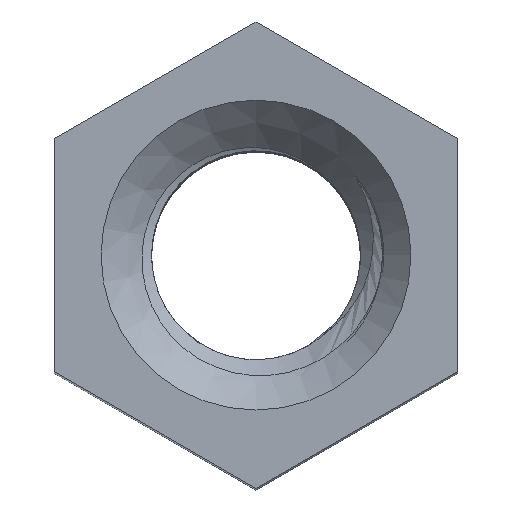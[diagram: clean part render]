
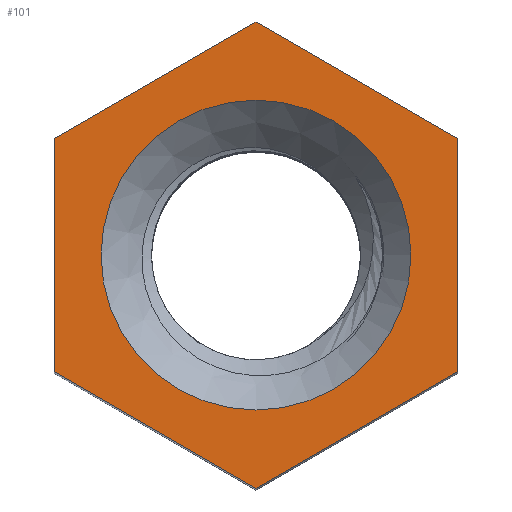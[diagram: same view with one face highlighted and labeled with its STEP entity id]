
A CAD part, top view. The second image highlights one B-rep face of the part: STEP entity #101.
In plain terms, the highlighted planar face has unit normal (0, 0, 1).
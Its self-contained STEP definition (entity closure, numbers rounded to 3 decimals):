
#101=ADVANCED_FACE('',(#13075,#13077),#13079,.T.);
#13075=FACE_BOUND('',#13076,.T.);
#13076=EDGE_LOOP('',(#14299,#14300,#14301,#14302,#14303,#14304));
#13077=FACE_BOUND('',#13078,.T.);
#13078=EDGE_LOOP('',(#14305));
#13079=PLANE('',#13080);
#13080=AXIS2_PLACEMENT_3D('',#13081,#13082,#13083);
#13081=CARTESIAN_POINT('',(0.,0.,20.));
#13082=DIRECTION('',(0.,0.,1.));
#13083=DIRECTION('',(-1.,0.,0.));
#14299=ORIENTED_EDGE('',*,*,#14447,.T.);
#14300=ORIENTED_EDGE('',*,*,#14448,.T.);
#14301=ORIENTED_EDGE('',*,*,#14449,.T.);
#14302=ORIENTED_EDGE('',*,*,#14450,.T.);
#14303=ORIENTED_EDGE('',*,*,#14451,.T.);
#14304=ORIENTED_EDGE('',*,*,#14452,.T.);
#14305=ORIENTED_EDGE('',*,*,#14406,.T.);
#14406=EDGE_CURVE('',#14490,#14490,#14491,.F.);
#14447=EDGE_CURVE('',#14568,#14569,#14570,.T.);
#14448=EDGE_CURVE('',#14569,#14571,#14572,.T.);
#14449=EDGE_CURVE('',#14571,#14573,#14574,.T.);
#14450=EDGE_CURVE('',#14573,#14575,#14576,.T.);
#14451=EDGE_CURVE('',#14575,#14577,#14578,.T.);
#14452=EDGE_CURVE('',#14577,#14568,#14579,.T.);
#14490=VERTEX_POINT('',#14763);
#14491=CIRCLE('',#14764,3.07);
#14568=VERTEX_POINT('',#18347);
#14569=VERTEX_POINT('',#18348);
#14570=LINE('',#18349,#18350);
#14571=VERTEX_POINT('',#18352);
#14572=LINE('',#18353,#18354);
#14573=VERTEX_POINT('',#18356);
#14574=LINE('',#18357,#18358);
#14575=VERTEX_POINT('',#18360);
#14576=LINE('',#18361,#18362);
#14577=VERTEX_POINT('',#18364);
#14578=LINE('',#18365,#18366);
#14579=LINE('',#18368,#18369);
#14763=CARTESIAN_POINT('',(0.,3.07,20.));
#14764=AXIS2_PLACEMENT_3D('',#14765,#14766,#14767);
#14765=CARTESIAN_POINT('',(0.,0.,20.));
#14766=DIRECTION('',(0.,0.,1.));
#14767=DIRECTION('',(0.,1.,-0.));
#18347=CARTESIAN_POINT('',(0.,-4.619,20.));
#18348=CARTESIAN_POINT('',(4.,-2.309,20.));
#18349=CARTESIAN_POINT('',(0.,-4.619,20.));
#18350=VECTOR('',#18351,1.);
#18351=DIRECTION('',(0.866,0.5,0.));
#18352=CARTESIAN_POINT('',(4.,2.309,20.));
#18353=CARTESIAN_POINT('',(4.,-2.309,20.));
#18354=VECTOR('',#18355,1.);
#18355=DIRECTION('',(0.,1.,0.));
#18356=CARTESIAN_POINT('',(0.,4.619,20.));
#18357=CARTESIAN_POINT('',(4.,2.309,20.));
#18358=VECTOR('',#18359,1.);
#18359=DIRECTION('',(-0.866,0.5,0.));
#18360=CARTESIAN_POINT('',(-4.,2.309,20.));
#18361=CARTESIAN_POINT('',(0.,4.619,20.));
#18362=VECTOR('',#18363,1.);
#18363=DIRECTION('',(-0.866,-0.5,0.));
#18364=CARTESIAN_POINT('',(-4.,-2.309,20.));
#18365=CARTESIAN_POINT('',(-4.,2.309,20.));
#18366=VECTOR('',#18367,1.);
#18367=DIRECTION('',(0.,-1.,0.));
#18368=CARTESIAN_POINT('',(-4.,-2.309,20.));
#18369=VECTOR('',#18370,1.);
#18370=DIRECTION('',(0.866,-0.5,0.));
